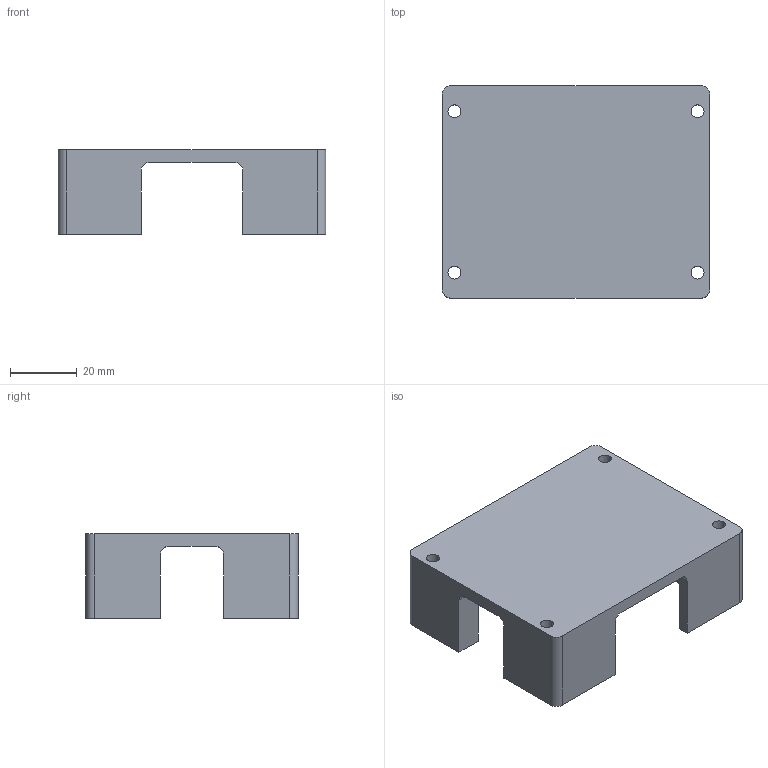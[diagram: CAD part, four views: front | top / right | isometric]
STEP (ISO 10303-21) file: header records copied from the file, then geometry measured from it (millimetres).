
FILE_DESCRIPTION (( 'STEP AP214' ), '1' );
FILE_NAME ('fullscale_battery_cover_v2.STEP', '2024-03-14T17:31:37', ( '' ), ( '' ), 'SwSTEP 2.0', 'SolidWorks 2023', '' );
FILE_SCHEMA (( 'AUTOMOTIVE_DESIGN' ));
Length unit declared in the file: inch
Products named in the file (1): fullscale_battery_cover_v2
Bounding box: 80.01 x 63.5 x 25.4 mm (x, y, z)
Volume: 33778.4 mm3; surface area: 20547 mm2
Topology: 1 solids, 1 shells, 50 faces, 144 edges, 96 vertices
Faces by surface type: plane 28, cylinder 22
Entity records: 1723 total; most frequent: CARTESIAN_POINT 327, ORIENTED_EDGE 288, DIRECTION 286, EDGE_CURVE 144, LINE 96, VERTEX_POINT 96, VECTOR 96, AXIS2_PLACEMENT_3D 95
